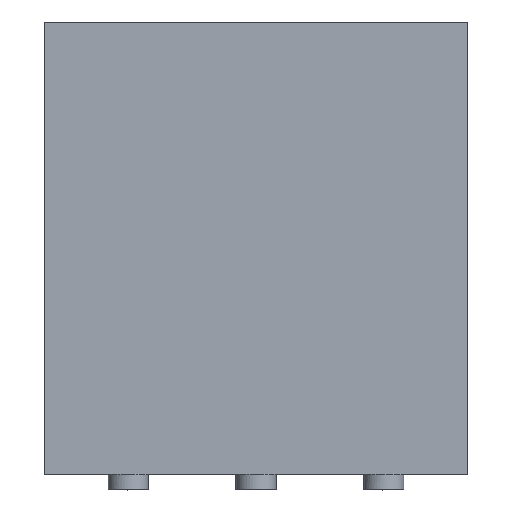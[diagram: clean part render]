
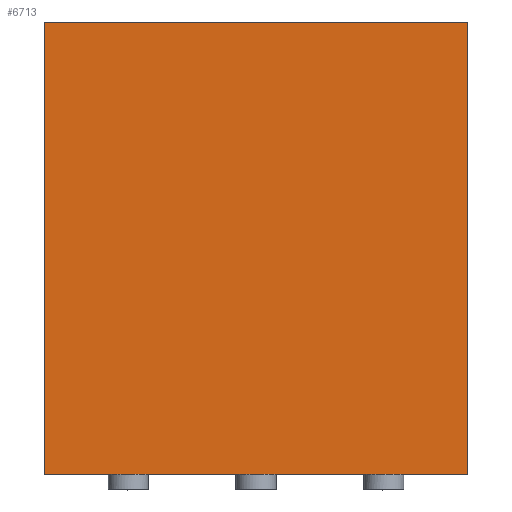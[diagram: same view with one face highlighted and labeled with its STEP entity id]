
A CAD part, top view. The second image highlights one B-rep face of the part: STEP entity #6713.
In plain terms, the highlighted planar face has unit normal (0, 0, 1).
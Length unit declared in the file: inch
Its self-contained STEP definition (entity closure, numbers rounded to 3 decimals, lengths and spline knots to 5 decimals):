
#467 = LINE ( 'NONE', #8882, #15884 ) ;
#491 = VERTEX_POINT ( 'NONE', #1309 ) ;
#1003 = VERTEX_POINT ( 'NONE', #3254 ) ;
#1164 = CARTESIAN_POINT ( 'NONE',  ( 0.60787, -0.17717, 0. ) ) ;
#1309 = CARTESIAN_POINT ( 'NONE',  ( 0., -0.17717, 0. ) ) ;
#1688 = ORIENTED_EDGE ( 'NONE', *, *, #11376, .F. ) ;
#1866 = VERTEX_POINT ( 'NONE', #5312 ) ;
#2404 = LINE ( 'NONE', #11313, #6347 ) ;
#2530 = DIRECTION ( 'NONE',  ( 1., 0., 0. ) ) ;
#3254 = CARTESIAN_POINT ( 'NONE',  ( 0., 0., 0. ) ) ;
#3438 = PLANE ( 'NONE',  #11447 ) ;
#3675 = FACE_OUTER_BOUND ( 'NONE', #13761, .T. ) ;
#4427 = EDGE_CURVE ( 'NONE', #1003, #1866, #7569, .T. ) ;
#5312 = CARTESIAN_POINT ( 'NONE',  ( 0.16575, 0., 0. ) ) ;
#6170 = CARTESIAN_POINT ( 'NONE',  ( 0.60787, -0.02756, 0. ) ) ;
#6347 = VECTOR ( 'NONE', #14079, 39.37008 ) ;
#6624 = ORIENTED_EDGE ( 'NONE', *, *, #14498, .F. ) ;
#6713 = ADVANCED_FACE ( 'NONE', ( #3675 ), #3438, .T. ) ;
#7497 = DIRECTION ( 'NONE',  ( 1., 0., 0. ) ) ;
#7569 = LINE ( 'NONE', #16527, #7768 ) ;
#7768 = VECTOR ( 'NONE', #8568, 39.37008 ) ;
#8568 = DIRECTION ( 'NONE',  ( 1., 0., 0. ) ) ;
#8882 = CARTESIAN_POINT ( 'NONE',  ( 0., -0.02756, 0. ) ) ;
#9022 = LINE ( 'NONE', #1164, #15012 ) ;
#9277 = EDGE_CURVE ( 'NONE', #491, #11978, #9022, .T. ) ;
#9633 = ORIENTED_EDGE ( 'NONE', *, *, #9277, .T. ) ;
#10189 = DIRECTION ( 'NONE',  ( 0., 1., 0. ) ) ;
#10530 = ORIENTED_EDGE ( 'NONE', *, *, #4427, .F. ) ;
#11313 = CARTESIAN_POINT ( 'NONE',  ( 0.16575, -0.02756, 0. ) ) ;
#11376 = EDGE_CURVE ( 'NONE', #1866, #11978, #2404, .T. ) ;
#11447 = AXIS2_PLACEMENT_3D ( 'NONE', #6170, #15456, #7497 ) ;
#11978 = VERTEX_POINT ( 'NONE', #16875 ) ;
#13761 = EDGE_LOOP ( 'NONE', ( #10530, #6624, #9633, #1688 ) ) ;
#14079 = DIRECTION ( 'NONE',  ( 0., -1., 0. ) ) ;
#14498 = EDGE_CURVE ( 'NONE', #491, #1003, #467, .T. ) ;
#15012 = VECTOR ( 'NONE', #2530, 39.37008 ) ;
#15456 = DIRECTION ( 'NONE',  ( 0., 0., 1. ) ) ;
#15884 = VECTOR ( 'NONE', #10189, 39.37008 ) ;
#16527 = CARTESIAN_POINT ( 'NONE',  ( 0.30394, 0., 0. ) ) ;
#16875 = CARTESIAN_POINT ( 'NONE',  ( 0.16575, -0.17717, 0. ) ) ;
